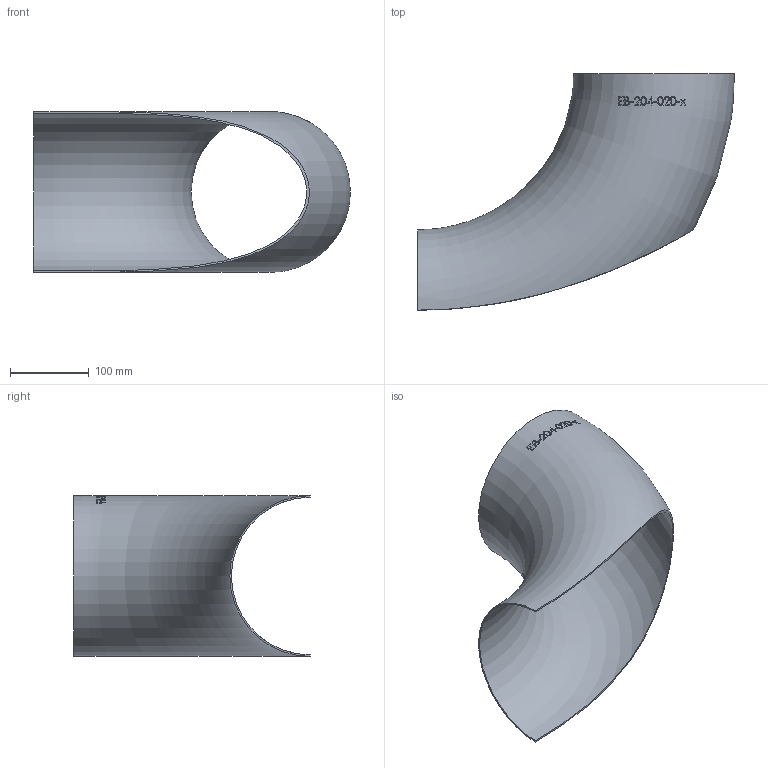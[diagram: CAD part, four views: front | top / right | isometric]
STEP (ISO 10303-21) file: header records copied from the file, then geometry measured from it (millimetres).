
FILE_DESCRIPTION (( 'STEP AP214' ), '1' );
FILE_NAME ('EB-204-020-x Einschweissbogen 1904.STEP', '2019-04-02T13:55:07', ( '' ), ( '' ), 'SwSTEP 2.0', 'SolidWorks 2016', '' );
FILE_SCHEMA (( 'AUTOMOTIVE_DESIGN' ));
Length unit declared in the file: millimetre
Products named in the file (1): EB-204-020-x Einschweissbogen 1904
Bounding box: 402 x 300 x 204.1 mm (x, y, z)
Volume: 408330.1 mm3; surface area: 407240 mm2
Topology: 1 solids, 1 shells, 141 faces, 365 edges, 243 vertices
Faces by surface type: plane 72, bspline 49, torus 20
Entity records: 9701 total; most frequent: CARTESIAN_POINT 5406, ORIENTED_EDGE 724, EDGE_CURVE 362, DIRECTION 314, VERTEX_POINT 242, B_SPLINE_CURVE_WITH_KNOTS 238, EDGE_LOOP 162, FACE_OUTER_BOUND 143
